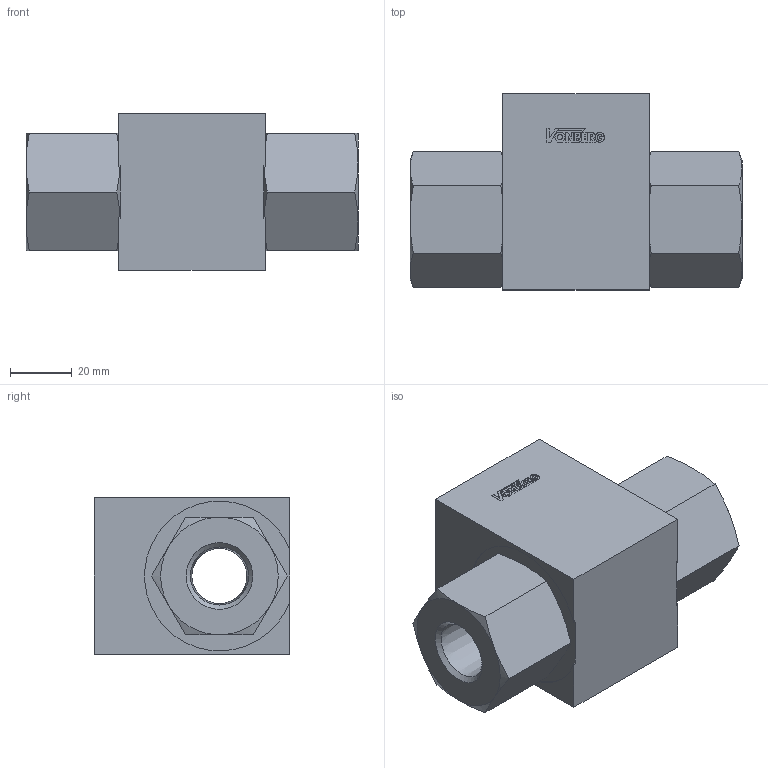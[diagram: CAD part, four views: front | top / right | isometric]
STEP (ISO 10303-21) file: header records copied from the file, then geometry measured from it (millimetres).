
FILE_DESCRIPTION((''),'2;1');
FILE_NAME('65135-4.stp','2015-01-07T16:07:48',('jml'),(''),'Autodesk Inventor 2010','Autodesk Inventor 2010','');
FILE_SCHEMA(('AUTOMOTIVE_DESIGN { 1 0 10303 214 1 1 1 1 }'));
Length unit declared in the file: inch
Products named in the file (4): 65135-4; 200006_1-2 NPT; 221197_1-2 NPT; 916 O-RING
Assembly tree (5 placements, depth 2):
  65135-4
    200006_1-2 NPT
    221197_1-2 NPT  x2
    916 O-RING  x2
Bounding box: 107.57 x 63.5 x 50.8 mm (x, y, z)
Volume: 192011.9 mm3; surface area: 44477.2 mm2
Topology: 5 solids, 5 shells, 173 faces, 416 edges, 264 vertices
Faces by surface type: plane 103, cone 40, cylinder 26, torus 4
Full cylindrical faces by diameter (mm): 1.74 x1, 17.856 x3, 30.404 x2, 31.039 x2, 33.325 x2
Entity records: 4344 total; most frequent: CARTESIAN_POINT 792, DIRECTION 685, ORIENTED_EDGE 664, EDGE_CURVE 332, VECTOR 233, LINE 233, AXIS2_PLACEMENT_3D 226, VERTEX_POINT 225
